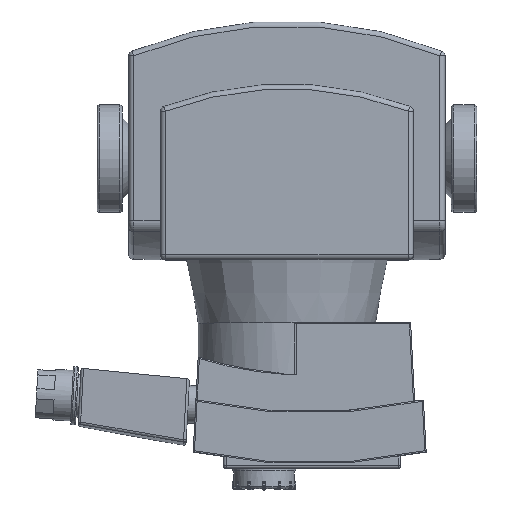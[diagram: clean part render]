
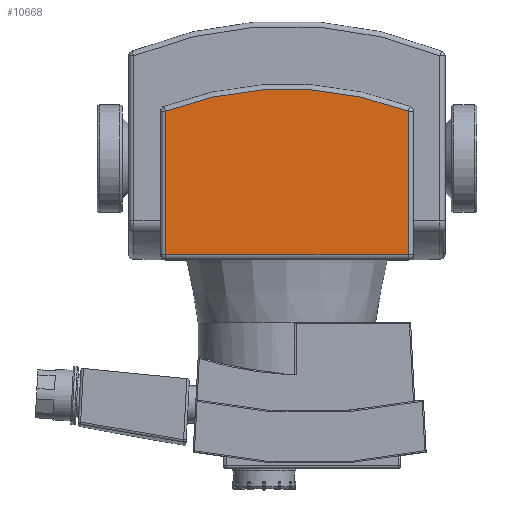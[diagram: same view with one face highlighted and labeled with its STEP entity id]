
A CAD part, top view. The second image highlights one B-rep face of the part: STEP entity #10668.
In plain terms, the highlighted planar face has unit normal (0, 0, 1).
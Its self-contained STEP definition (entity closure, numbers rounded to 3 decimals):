
#536=PLANE('',#11464);
#768=LINE('',#16435,#1495);
#772=LINE('',#16450,#1499);
#774=LINE('',#16453,#1501);
#1495=VECTOR('',#12966,10.);
#1499=VECTOR('',#12984,10.);
#1501=VECTOR('',#12988,10.);
#2497=FACE_OUTER_BOUND('',#3184,.T.);
#3184=EDGE_LOOP('',(#7492,#7493,#7494,#7495));
#3932=CIRCLE('',#11458,135.5);
#4579=VERTEX_POINT('',#16411);
#4581=VERTEX_POINT('',#16416);
#4583=VERTEX_POINT('',#16422);
#4587=VERTEX_POINT('',#16437);
#5675=EDGE_CURVE('',#4581,#4583,#768,.T.);
#5683=EDGE_CURVE('',#4583,#4587,#772,.T.);
#5685=EDGE_CURVE('',#4587,#4579,#774,.T.);
#5689=EDGE_CURVE('',#4579,#4581,#3932,.T.);
#7492=ORIENTED_EDGE('',*,*,#5675,.F.);
#7493=ORIENTED_EDGE('',*,*,#5689,.F.);
#7494=ORIENTED_EDGE('',*,*,#5685,.F.);
#7495=ORIENTED_EDGE('',*,*,#5683,.F.);
#10668=ADVANCED_FACE('',(#2497),#536,.T.);
#11458=AXIS2_PLACEMENT_3D('',#16459,#12997,#12998);
#11464=AXIS2_PLACEMENT_3D('',#16659,#13011,#13012);
#12966=DIRECTION('',(0.,-1.,0.));
#12984=DIRECTION('',(-1.,0.,0.));
#12988=DIRECTION('',(0.,1.,0.));
#12997=DIRECTION('center_axis',(0.,0.,-1.));
#12998=DIRECTION('ref_axis',(0.,1.,0.));
#13011=DIRECTION('center_axis',(0.,0.,1.));
#13012=DIRECTION('ref_axis',(0.,-1.,0.));
#16411=CARTESIAN_POINT('',(27.,18.613,57.5));
#16416=CARTESIAN_POINT('',(123.,18.613,57.5));
#16422=CARTESIAN_POINT('',(123.,-38.,57.5));
#16435=CARTESIAN_POINT('',(123.,5.994,57.5));
#16437=CARTESIAN_POINT('',(27.,-38.,57.5));
#16450=CARTESIAN_POINT('',(100.,-38.,57.5));
#16453=CARTESIAN_POINT('',(27.,-23.999,57.5));
#16459=CARTESIAN_POINT('Origin',(75.,-108.1,57.5));
#16659=CARTESIAN_POINT('Origin',(75.,-7.999,57.5));
